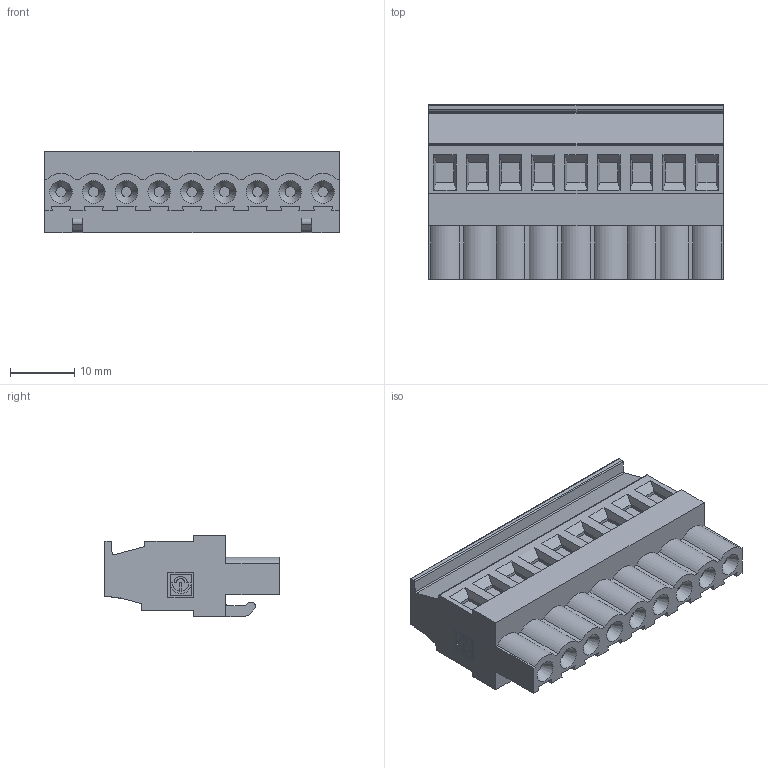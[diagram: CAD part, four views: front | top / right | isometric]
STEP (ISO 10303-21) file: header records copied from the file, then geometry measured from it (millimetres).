
FILE_DESCRIPTION(('STEP AP214'),'1');
FILE_NAME('SV09-5,08-P.stp','2020-05-11T07:26:28',(' '),(' '),'Spatial InterOp 3D',' ',' ');
FILE_SCHEMA(('automotive_design'));
Length unit declared in the file: metre
Products named in the file (1): 1
Bounding box: 45.72 x 27.1 x 12.7 mm (x, y, z)
Volume: 10241.5 mm3; surface area: 5004.3 mm2
Topology: 1 solids, 1 shells, 306 faces, 775 edges, 502 vertices
Faces by surface type: plane 239, cylinder 57, cone 9, extrusion 1
Full cylindrical faces by diameter (mm): 1.6 x9, 4 x9
Entity records: 11260 total; most frequent: CARTESIAN_POINT 1555, DIRECTION 1475, ORIENTED_EDGE 1460, EDGE_CURVE 730, VECTOR 563, LINE 562, VERTEX_POINT 484, AXIS2_PLACEMENT_3D 456
